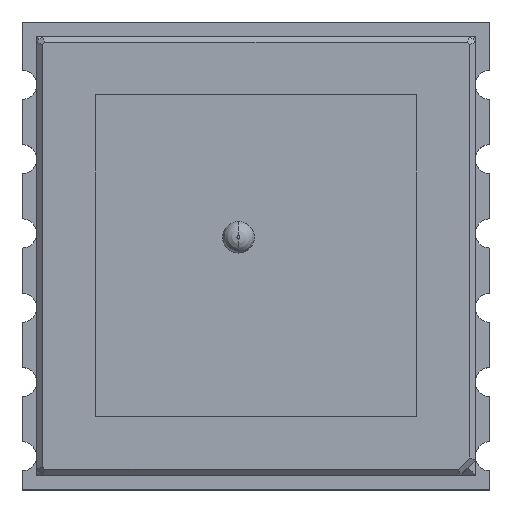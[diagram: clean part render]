
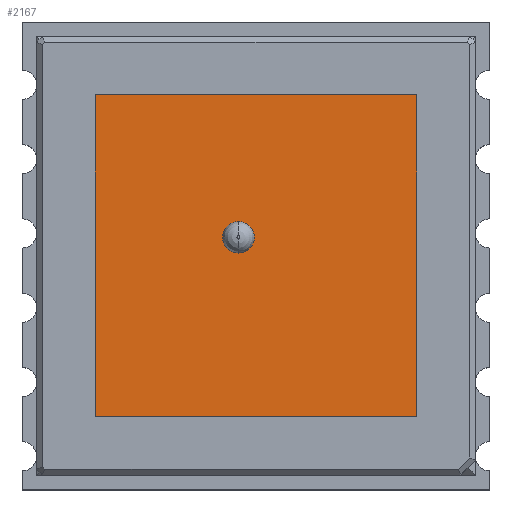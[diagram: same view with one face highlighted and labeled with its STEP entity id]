
A CAD part, top view. The second image highlights one B-rep face of the part: STEP entity #2167.
In plain terms, the highlighted planar face has unit normal (0, 0, 1).
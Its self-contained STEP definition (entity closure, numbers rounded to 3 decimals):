
#32 = EDGE_CURVE('',#33,#35,#37,.T.);
#33 = VERTEX_POINT('',#34);
#34 = CARTESIAN_POINT('',(-0.6,0.565,6.575));
#35 = VERTEX_POINT('',#36);
#36 = CARTESIAN_POINT('',(-0.6,1.645,6.575));
#37 = CIRCLE('',#38,0.54);
#38 = AXIS2_PLACEMENT_3D('',#39,#40,#41);
#39 = CARTESIAN_POINT('',(-0.6,1.105,6.575));
#40 = DIRECTION('',(0.,0.,-1.));
#41 = DIRECTION('',(0.,1.,0.));
#2077 = VERTEX_POINT('',#2078);
#2078 = CARTESIAN_POINT('',(5.5,5.975,6.575));
#2084 = EDGE_CURVE('',#2085,#2077,#2087,.T.);
#2085 = VERTEX_POINT('',#2086);
#2086 = CARTESIAN_POINT('',(5.5,-5.025,6.575));
#2087 = LINE('',#2088,#2089);
#2088 = CARTESIAN_POINT('',(5.5,-5.025,6.575));
#2089 = VECTOR('',#2090,1.);
#2090 = DIRECTION('',(0.,1.,0.));
#2108 = VERTEX_POINT('',#2109);
#2109 = CARTESIAN_POINT('',(-5.5,5.975,6.575));
#2115 = EDGE_CURVE('',#2077,#2108,#2116,.T.);
#2116 = LINE('',#2117,#2118);
#2117 = CARTESIAN_POINT('',(5.5,5.975,6.575));
#2118 = VECTOR('',#2119,1.);
#2119 = DIRECTION('',(-1.,0.,0.));
#2132 = VERTEX_POINT('',#2133);
#2133 = CARTESIAN_POINT('',(-5.5,-5.025,6.575));
#2139 = EDGE_CURVE('',#2108,#2132,#2140,.T.);
#2140 = LINE('',#2141,#2142);
#2141 = CARTESIAN_POINT('',(-5.5,-5.025,6.575));
#2142 = VECTOR('',#2143,1.);
#2143 = DIRECTION('',(0.,-1.,0.));
#2156 = EDGE_CURVE('',#2132,#2085,#2157,.T.);
#2157 = LINE('',#2158,#2159);
#2158 = CARTESIAN_POINT('',(5.5,-5.025,6.575));
#2159 = VECTOR('',#2160,1.);
#2160 = DIRECTION('',(1.,0.,-0.));
#2167 = ADVANCED_FACE('',(#2168,#2178),#2184,.T.);
#2168 = FACE_BOUND('',#2169,.T.);
#2169 = EDGE_LOOP('',(#2170,#2177));
#2170 = ORIENTED_EDGE('',*,*,#2171,.T.);
#2171 = EDGE_CURVE('',#35,#33,#2172,.T.);
#2172 = CIRCLE('',#2173,0.54);
#2173 = AXIS2_PLACEMENT_3D('',#2174,#2175,#2176);
#2174 = CARTESIAN_POINT('',(-0.6,1.105,6.575));
#2175 = DIRECTION('',(0.,0.,-1.));
#2176 = DIRECTION('',(0.,1.,0.));
#2177 = ORIENTED_EDGE('',*,*,#32,.T.);
#2178 = FACE_BOUND('',#2179,.T.);
#2179 = EDGE_LOOP('',(#2180,#2181,#2182,#2183));
#2180 = ORIENTED_EDGE('',*,*,#2084,.T.);
#2181 = ORIENTED_EDGE('',*,*,#2115,.T.);
#2182 = ORIENTED_EDGE('',*,*,#2139,.T.);
#2183 = ORIENTED_EDGE('',*,*,#2156,.T.);
#2184 = PLANE('',#2185);
#2185 = AXIS2_PLACEMENT_3D('',#2186,#2187,#2188);
#2186 = CARTESIAN_POINT('',(0.,0.475,6.575));
#2187 = DIRECTION('',(0.,0.,1.));
#2188 = DIRECTION('',(0.,1.,0.));
